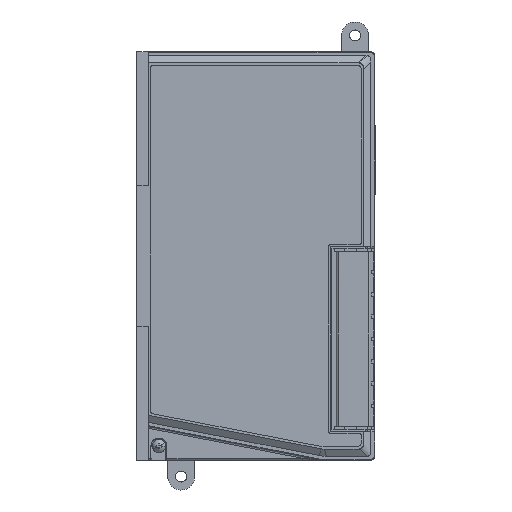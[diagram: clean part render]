
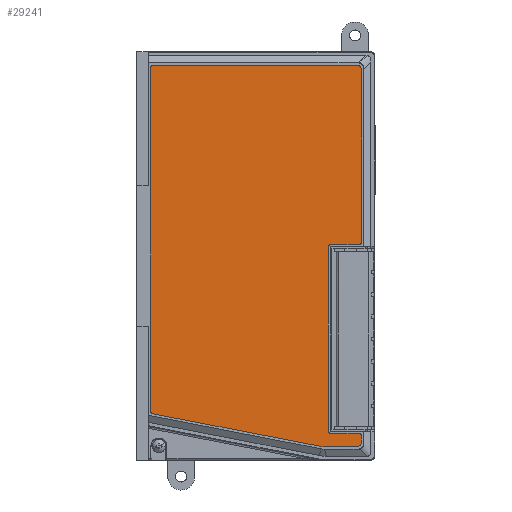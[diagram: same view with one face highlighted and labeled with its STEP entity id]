
A CAD part, left-side view. The second image highlights one B-rep face of the part: STEP entity #29241.
In plain terms, the highlighted planar face has unit normal (-1, 0, 0).
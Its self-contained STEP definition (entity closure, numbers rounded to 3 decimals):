
#2669=(
BOUNDED_CURVE()
B_SPLINE_CURVE(2,(#331365,#331366,#331367),.UNSPECIFIED.,.F.,.F.)
B_SPLINE_CURVE_WITH_KNOTS((3,3),(0.,1.379),.UNSPECIFIED.)
CURVE()
GEOMETRIC_REPRESENTATION_ITEM()
RATIONAL_B_SPLINE_CURVE((1.,0.772,1.))
REPRESENTATION_ITEM('')
);
#2670=(
BOUNDED_CURVE()
B_SPLINE_CURVE(2,(#331370,#331371,#331372),.UNSPECIFIED.,.F.,.F.)
B_SPLINE_CURVE_WITH_KNOTS((3,3),(0.,1.267),.UNSPECIFIED.)
CURVE()
GEOMETRIC_REPRESENTATION_ITEM()
RATIONAL_B_SPLINE_CURVE((1.,0.995,1.))
REPRESENTATION_ITEM('')
);
#2671=(
BOUNDED_CURVE()
B_SPLINE_CURVE(2,(#331375,#331376,#331377),.UNSPECIFIED.,.F.,.F.)
B_SPLINE_CURVE_WITH_KNOTS((3,3),(0.,3.142),.UNSPECIFIED.)
CURVE()
GEOMETRIC_REPRESENTATION_ITEM()
RATIONAL_B_SPLINE_CURVE((1.,0.707,1.))
REPRESENTATION_ITEM('')
);
#2672=(
BOUNDED_CURVE()
B_SPLINE_CURVE(2,(#331380,#331381,#331382),.UNSPECIFIED.,.F.,.F.)
B_SPLINE_CURVE_WITH_KNOTS((3,3),(0.,1.571),.UNSPECIFIED.)
CURVE()
GEOMETRIC_REPRESENTATION_ITEM()
RATIONAL_B_SPLINE_CURVE((1.,0.707,1.))
REPRESENTATION_ITEM('')
);
#2673=(
BOUNDED_CURVE()
B_SPLINE_CURVE(2,(#331385,#331386,#331387),.UNSPECIFIED.,.F.,.F.)
B_SPLINE_CURVE_WITH_KNOTS((3,3),(-1.571,0.),.UNSPECIFIED.)
CURVE()
GEOMETRIC_REPRESENTATION_ITEM()
RATIONAL_B_SPLINE_CURVE((1.,0.707,1.))
REPRESENTATION_ITEM('')
);
#2674=(
BOUNDED_CURVE()
B_SPLINE_CURVE(2,(#331390,#331391,#331392),.UNSPECIFIED.,.F.,.F.)
B_SPLINE_CURVE_WITH_KNOTS((3,3),(-1.571,0.),.UNSPECIFIED.)
CURVE()
GEOMETRIC_REPRESENTATION_ITEM()
RATIONAL_B_SPLINE_CURVE((1.,0.707,1.))
REPRESENTATION_ITEM('')
);
#2675=(
BOUNDED_CURVE()
B_SPLINE_CURVE(2,(#331395,#331396,#331397),.UNSPECIFIED.,.F.,.F.)
B_SPLINE_CURVE_WITH_KNOTS((3,3),(0.,1.571),.UNSPECIFIED.)
CURVE()
GEOMETRIC_REPRESENTATION_ITEM()
RATIONAL_B_SPLINE_CURVE((1.,0.707,1.))
REPRESENTATION_ITEM('')
);
#2676=(
BOUNDED_CURVE()
B_SPLINE_CURVE(2,(#331400,#331401,#331402),.UNSPECIFIED.,.F.,.F.)
B_SPLINE_CURVE_WITH_KNOTS((3,3),(0.,3.142),.UNSPECIFIED.)
CURVE()
GEOMETRIC_REPRESENTATION_ITEM()
RATIONAL_B_SPLINE_CURVE((1.,0.707,1.))
REPRESENTATION_ITEM('')
);
#2677=(
BOUNDED_CURVE()
B_SPLINE_CURVE(2,(#331405,#331406,#331407),.UNSPECIFIED.,.F.,.F.)
B_SPLINE_CURVE_WITH_KNOTS((3,3),(0.,1.571),.UNSPECIFIED.)
CURVE()
GEOMETRIC_REPRESENTATION_ITEM()
RATIONAL_B_SPLINE_CURVE((1.,0.707,1.))
REPRESENTATION_ITEM('')
);
#29241=ADVANCED_FACE('',(#35972),#200028,.T.);
#35972=FACE_OUTER_BOUND('',#42912,.T.);
#42912=EDGE_LOOP('',(#71787,#71788,#71789,#71790,#71791,#71792,#71793,#71794,
#71795,#71796,#71797,#71798,#71799,#71800,#71801,#71802,#71803,#71804));
#71787=ORIENTED_EDGE('',*,*,#110305,.T.);
#71788=ORIENTED_EDGE('',*,*,#110306,.T.);
#71789=ORIENTED_EDGE('',*,*,#110307,.T.);
#71790=ORIENTED_EDGE('',*,*,#110308,.T.);
#71791=ORIENTED_EDGE('',*,*,#110309,.T.);
#71792=ORIENTED_EDGE('',*,*,#110310,.T.);
#71793=ORIENTED_EDGE('',*,*,#110311,.T.);
#71794=ORIENTED_EDGE('',*,*,#110312,.T.);
#71795=ORIENTED_EDGE('',*,*,#110313,.T.);
#71796=ORIENTED_EDGE('',*,*,#110314,.T.);
#71797=ORIENTED_EDGE('',*,*,#110315,.T.);
#71798=ORIENTED_EDGE('',*,*,#110316,.T.);
#71799=ORIENTED_EDGE('',*,*,#110317,.T.);
#71800=ORIENTED_EDGE('',*,*,#110318,.T.);
#71801=ORIENTED_EDGE('',*,*,#110319,.T.);
#71802=ORIENTED_EDGE('',*,*,#110320,.T.);
#71803=ORIENTED_EDGE('',*,*,#110321,.T.);
#71804=ORIENTED_EDGE('',*,*,#110322,.T.);
#110305=EDGE_CURVE('',#184161,#184162,#146592,.T.);
#110306=EDGE_CURVE('',#184162,#184163,#2669,.T.);
#110307=EDGE_CURVE('',#184163,#184164,#146593,.T.);
#110308=EDGE_CURVE('',#184164,#184165,#2670,.T.);
#110309=EDGE_CURVE('',#184165,#184166,#146594,.T.);
#110310=EDGE_CURVE('',#184166,#184167,#2671,.T.);
#110311=EDGE_CURVE('',#184167,#184168,#146595,.T.);
#110312=EDGE_CURVE('',#184168,#184169,#2672,.T.);
#110313=EDGE_CURVE('',#184169,#184170,#146596,.T.);
#110314=EDGE_CURVE('',#184170,#184171,#2673,.T.);
#110315=EDGE_CURVE('',#184171,#184172,#146597,.T.);
#110316=EDGE_CURVE('',#184172,#184173,#2674,.T.);
#110317=EDGE_CURVE('',#184173,#184174,#146598,.T.);
#110318=EDGE_CURVE('',#184174,#184175,#2675,.T.);
#110319=EDGE_CURVE('',#184175,#184176,#146599,.T.);
#110320=EDGE_CURVE('',#184176,#184177,#2676,.T.);
#110321=EDGE_CURVE('',#184177,#184178,#146600,.T.);
#110322=EDGE_CURVE('',#184178,#184161,#2677,.T.);
#146592=B_SPLINE_CURVE_WITH_KNOTS('',1,(#331363,#331364),.UNSPECIFIED.,
 .F.,.F.,(2,2),(0.,146.506),.UNSPECIFIED.);
#146593=B_SPLINE_CURVE_WITH_KNOTS('',1,(#331368,#331369),.UNSPECIFIED.,
 .F.,.F.,(2,2),(0.,73.322),.UNSPECIFIED.);
#146594=B_SPLINE_CURVE_WITH_KNOTS('',1,(#331373,#331374),.UNSPECIFIED.,
 .F.,.F.,(2,2),(0.,13.757),.UNSPECIFIED.);
#146595=B_SPLINE_CURVE_WITH_KNOTS('',1,(#331378,#331379),.UNSPECIFIED.,
 .F.,.F.,(2,2),(0.,2.68),.UNSPECIFIED.);
#146596=B_SPLINE_CURVE_WITH_KNOTS('',1,(#331383,#331384),.UNSPECIFIED.,
 .F.,.F.,(2,2),(0.,12.1),.UNSPECIFIED.);
#146597=B_SPLINE_CURVE_WITH_KNOTS('',1,(#331388,#331389),.UNSPECIFIED.,
 .F.,.F.,(2,2),(0.,78.5),.UNSPECIFIED.);
#146598=B_SPLINE_CURVE_WITH_KNOTS('',1,(#331393,#331394),.UNSPECIFIED.,
 .F.,.F.,(2,2),(0.,12.1),.UNSPECIFIED.);
#146599=B_SPLINE_CURVE_WITH_KNOTS('',1,(#331398,#331399),.UNSPECIFIED.,
 .F.,.F.,(2,2),(0.,73.419),.UNSPECIFIED.);
#146600=B_SPLINE_CURVE_WITH_KNOTS('',1,(#331403,#331404),.UNSPECIFIED.,
 .F.,.F.,(2,2),(0.,86.8),.UNSPECIFIED.);
#184161=VERTEX_POINT('',#331345);
#184162=VERTEX_POINT('',#331346);
#184163=VERTEX_POINT('',#331347);
#184164=VERTEX_POINT('',#331348);
#184165=VERTEX_POINT('',#331349);
#184166=VERTEX_POINT('',#331350);
#184167=VERTEX_POINT('',#331351);
#184168=VERTEX_POINT('',#331352);
#184169=VERTEX_POINT('',#331353);
#184170=VERTEX_POINT('',#331354);
#184171=VERTEX_POINT('',#331355);
#184172=VERTEX_POINT('',#331356);
#184173=VERTEX_POINT('',#331357);
#184174=VERTEX_POINT('',#331358);
#184175=VERTEX_POINT('',#331359);
#184176=VERTEX_POINT('',#331360);
#184177=VERTEX_POINT('',#331361);
#184178=VERTEX_POINT('',#331362);
#200028=PLANE('',#205828);
#205828=AXIS2_PLACEMENT_3D('',#331344,#211611,$);
#211611=DIRECTION('',(-1.,0.,0.));
#331344=CARTESIAN_POINT('',(-20.02,45.594,-83.271));
#331345=CARTESIAN_POINT('',(-20.02,36.596,94.606));
#331346=CARTESIAN_POINT('',(-20.02,36.596,-51.9));
#331347=CARTESIAN_POINT('',(-20.02,35.787,-52.881));
#331348=CARTESIAN_POINT('',(-20.02,-36.187,-66.872));
#331349=CARTESIAN_POINT('',(-20.02,-37.447,-66.993));
#331350=CARTESIAN_POINT('',(-20.02,-51.204,-66.993));
#331351=CARTESIAN_POINT('',(-20.02,-53.204,-64.993));
#331352=CARTESIAN_POINT('',(-20.02,-53.204,-62.313));
#331353=CARTESIAN_POINT('',(-20.02,-52.204,-61.313));
#331354=CARTESIAN_POINT('',(-20.02,-40.104,-61.313));
#331355=CARTESIAN_POINT('',(-20.02,-39.104,-60.313));
#331356=CARTESIAN_POINT('',(-20.02,-39.104,18.187));
#331357=CARTESIAN_POINT('',(-20.02,-40.104,19.187));
#331358=CARTESIAN_POINT('',(-20.02,-52.204,19.187));
#331359=CARTESIAN_POINT('',(-20.02,-53.204,20.187));
#331360=CARTESIAN_POINT('',(-20.02,-53.204,93.606));
#331361=CARTESIAN_POINT('',(-20.02,-51.204,95.606));
#331362=CARTESIAN_POINT('',(-20.02,35.596,95.606));
#331363=CARTESIAN_POINT('',(-20.02,36.596,94.606));
#331364=CARTESIAN_POINT('',(-20.02,36.596,-51.9));
#331365=CARTESIAN_POINT('',(-20.02,36.596,-51.9));
#331366=CARTESIAN_POINT('',(-20.02,36.596,-52.724));
#331367=CARTESIAN_POINT('',(-20.02,35.787,-52.881));
#331368=CARTESIAN_POINT('',(-20.02,35.787,-52.881));
#331369=CARTESIAN_POINT('',(-20.02,-36.187,-66.872));
#331370=CARTESIAN_POINT('',(-20.02,-36.187,-66.872));
#331371=CARTESIAN_POINT('',(-20.02,-36.811,-66.993));
#331372=CARTESIAN_POINT('',(-20.02,-37.447,-66.993));
#331373=CARTESIAN_POINT('',(-20.02,-37.447,-66.993));
#331374=CARTESIAN_POINT('',(-20.02,-51.204,-66.993));
#331375=CARTESIAN_POINT('',(-20.02,-51.204,-66.993));
#331376=CARTESIAN_POINT('',(-20.02,-53.204,-66.993));
#331377=CARTESIAN_POINT('',(-20.02,-53.204,-64.993));
#331378=CARTESIAN_POINT('',(-20.02,-53.204,-64.993));
#331379=CARTESIAN_POINT('',(-20.02,-53.204,-62.313));
#331380=CARTESIAN_POINT('',(-20.02,-53.204,-62.313));
#331381=CARTESIAN_POINT('',(-20.02,-53.204,-61.313));
#331382=CARTESIAN_POINT('',(-20.02,-52.204,-61.313));
#331383=CARTESIAN_POINT('',(-20.02,-52.204,-61.313));
#331384=CARTESIAN_POINT('',(-20.02,-40.104,-61.313));
#331385=CARTESIAN_POINT('',(-20.02,-40.104,-61.313));
#331386=CARTESIAN_POINT('',(-20.02,-39.104,-61.313));
#331387=CARTESIAN_POINT('',(-20.02,-39.104,-60.313));
#331388=CARTESIAN_POINT('',(-20.02,-39.104,-60.313));
#331389=CARTESIAN_POINT('',(-20.02,-39.104,18.187));
#331390=CARTESIAN_POINT('',(-20.02,-39.104,18.187));
#331391=CARTESIAN_POINT('',(-20.02,-39.104,19.187));
#331392=CARTESIAN_POINT('',(-20.02,-40.104,19.187));
#331393=CARTESIAN_POINT('',(-20.02,-40.104,19.187));
#331394=CARTESIAN_POINT('',(-20.02,-52.204,19.187));
#331395=CARTESIAN_POINT('',(-20.02,-52.204,19.187));
#331396=CARTESIAN_POINT('',(-20.02,-53.204,19.187));
#331397=CARTESIAN_POINT('',(-20.02,-53.204,20.187));
#331398=CARTESIAN_POINT('',(-20.02,-53.204,20.187));
#331399=CARTESIAN_POINT('',(-20.02,-53.204,93.606));
#331400=CARTESIAN_POINT('',(-20.02,-53.204,93.606));
#331401=CARTESIAN_POINT('',(-20.02,-53.204,95.606));
#331402=CARTESIAN_POINT('',(-20.02,-51.204,95.606));
#331403=CARTESIAN_POINT('',(-20.02,-51.204,95.606));
#331404=CARTESIAN_POINT('',(-20.02,35.596,95.606));
#331405=CARTESIAN_POINT('',(-20.02,35.596,95.606));
#331406=CARTESIAN_POINT('',(-20.02,36.596,95.606));
#331407=CARTESIAN_POINT('',(-20.02,36.596,94.606));
